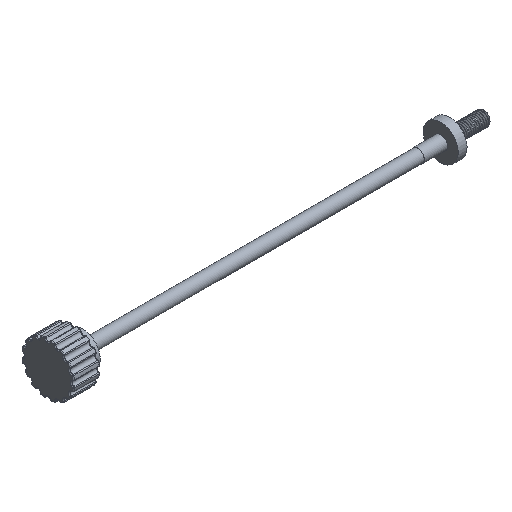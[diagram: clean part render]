
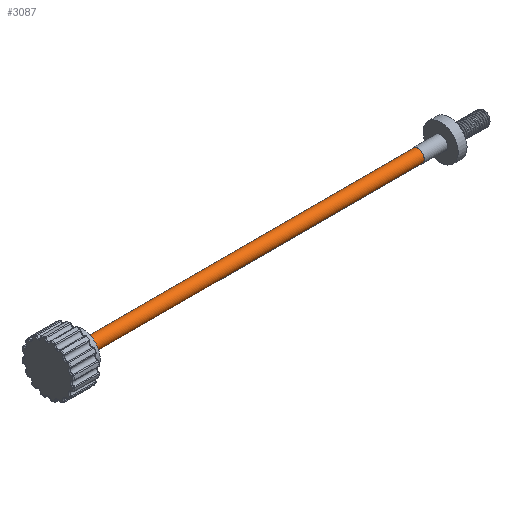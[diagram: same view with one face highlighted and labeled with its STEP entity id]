
A CAD part, isometric view. The second image highlights one B-rep face of the part: STEP entity #3087.
In plain terms, the highlighted cylindrical face has radius 3.5 mm (diameter 7 mm), a full revolution.
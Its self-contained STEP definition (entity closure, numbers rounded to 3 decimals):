
#397=FACE_OUTER_BOUND('',#622,.T.);
#622=EDGE_LOOP('',(#2152,#2153,#2154,#2155,#2156));
#842=CIRCLE('',#3343,3.5);
#844=CIRCLE('',#3347,3.5);
#845=CIRCLE('',#3348,3.5);
#1218=LINE('',#7771,#1299);
#1299=VECTOR('',#3964,3.5);
#1407=VERTEX_POINT('',#7764);
#1408=VERTEX_POINT('',#7770);
#1409=VERTEX_POINT('',#7772);
#1664=EDGE_CURVE('',#1407,#1407,#842,.T.);
#1667=EDGE_CURVE('',#1407,#1408,#1218,.T.);
#1668=EDGE_CURVE('',#1409,#1408,#844,.T.);
#1669=EDGE_CURVE('',#1408,#1409,#845,.T.);
#2152=ORIENTED_EDGE('',*,*,#1664,.T.);
#2153=ORIENTED_EDGE('',*,*,#1667,.T.);
#2154=ORIENTED_EDGE('',*,*,#1668,.F.);
#2155=ORIENTED_EDGE('',*,*,#1669,.F.);
#2156=ORIENTED_EDGE('',*,*,#1667,.F.);
#3002=CYLINDRICAL_SURFACE('',#3346,3.5);
#3087=ADVANCED_FACE('',(#397),#3002,.T.);
#3343=AXIS2_PLACEMENT_3D('',#7765,#3955,#3956);
#3346=AXIS2_PLACEMENT_3D('',#7769,#3962,#3963);
#3347=AXIS2_PLACEMENT_3D('',#7773,#3965,#3966);
#3348=AXIS2_PLACEMENT_3D('',#7774,#3967,#3968);
#3955=DIRECTION('center_axis',(-1.,0.,0.));
#3956=DIRECTION('ref_axis',(0.,0.287,-0.958));
#3962=DIRECTION('center_axis',(1.,0.,0.));
#3963=DIRECTION('ref_axis',(0.,0.287,-0.958));
#3964=DIRECTION('',(-1.,0.,0.));
#3965=DIRECTION('center_axis',(-1.,0.,0.));
#3966=DIRECTION('ref_axis',(0.,0.287,-0.958));
#3967=DIRECTION('center_axis',(-1.,0.,0.));
#3968=DIRECTION('ref_axis',(0.,0.287,-0.958));
#7764=CARTESIAN_POINT('',(86.5,-1.004,3.353));
#7765=CARTESIAN_POINT('Origin',(86.5,0.,0.));
#7769=CARTESIAN_POINT('Origin',(68.,0.,0.));
#7770=CARTESIAN_POINT('',(-104.5,-1.004,3.353));
#7771=CARTESIAN_POINT('',(68.,-1.004,3.353));
#7772=CARTESIAN_POINT('',(-104.5,3.353,1.004));
#7773=CARTESIAN_POINT('Origin',(-104.5,0.,0.));
#7774=CARTESIAN_POINT('Origin',(-104.5,0.,0.));
